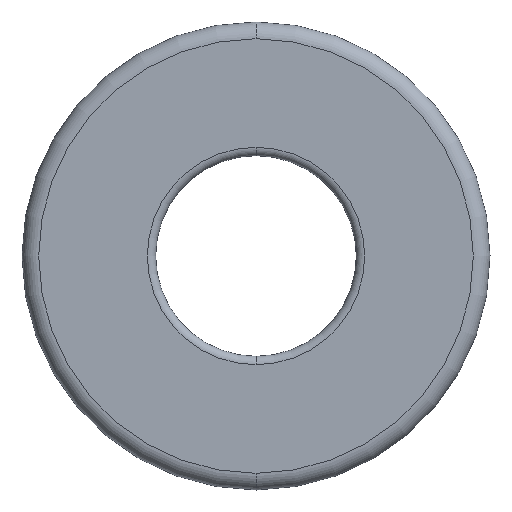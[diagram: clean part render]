
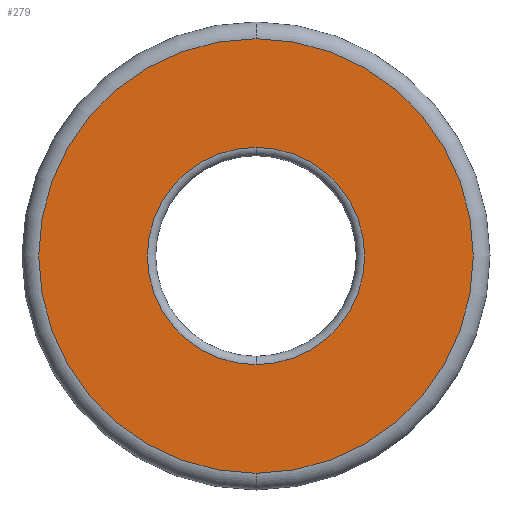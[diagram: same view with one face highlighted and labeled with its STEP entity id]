
A CAD part, front view. The second image highlights one B-rep face of the part: STEP entity #279.
In plain terms, the highlighted planar face has unit normal (0, -1, 0).
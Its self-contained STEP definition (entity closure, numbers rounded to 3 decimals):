
#15 = CARTESIAN_POINT ( 'NONE',  ( 6., 0., 0. ) ) ;
#21 = DIRECTION ( 'NONE',  ( 0., 1., 0. ) ) ;
#30 = CARTESIAN_POINT ( 'NONE',  ( 0., 0., 0. ) ) ;
#56 = CIRCLE ( 'NONE', #527, 13. ) ;
#68 = ORIENTED_EDGE ( 'NONE', *, *, #825, .T. ) ;
#81 = DIRECTION ( 'NONE',  ( 0., 0., 1. ) ) ;
#89 = DIRECTION ( 'NONE',  ( 0., 0., 1. ) ) ;
#91 = EDGE_LOOP ( 'NONE', ( #553, #892 ) ) ;
#118 = DIRECTION ( 'NONE',  ( 0., 1., 0. ) ) ;
#132 = VERTEX_POINT ( 'NONE', #300 ) ;
#191 = CARTESIAN_POINT ( 'NONE',  ( 0., 0., 6.5 ) ) ;
#264 = FACE_BOUND ( 'NONE', #690, .T. ) ;
#279 = ADVANCED_FACE ( 'NONE', ( #264, #630 ), #386, .F. ) ;
#285 = CARTESIAN_POINT ( 'NONE',  ( 0., 0., 0. ) ) ;
#293 = VERTEX_POINT ( 'NONE', #191 ) ;
#300 = CARTESIAN_POINT ( 'NONE',  ( 0., 0., -13. ) ) ;
#304 = VERTEX_POINT ( 'NONE', #563 ) ;
#351 = CIRCLE ( 'NONE', #430, 6.5 ) ;
#363 = DIRECTION ( 'NONE',  ( 0., 0., 1. ) ) ;
#377 = CIRCLE ( 'NONE', #443, 13. ) ;
#386 = PLANE ( 'NONE',  #685 ) ;
#400 = CARTESIAN_POINT ( 'NONE',  ( 0., 0., 0. ) ) ;
#430 = AXIS2_PLACEMENT_3D ( 'NONE', #542, #118, #622 ) ;
#433 = EDGE_CURVE ( 'NONE', #870, #293, #798, .T. ) ;
#443 = AXIS2_PLACEMENT_3D ( 'NONE', #285, #841, #363 ) ;
#484 = ORIENTED_EDGE ( 'NONE', *, *, #433, .T. ) ;
#486 = DIRECTION ( 'NONE',  ( 0., 0., 1. ) ) ;
#495 = DIRECTION ( 'NONE',  ( 0., -1., 0. ) ) ;
#527 = AXIS2_PLACEMENT_3D ( 'NONE', #30, #495, #89 ) ;
#542 = CARTESIAN_POINT ( 'NONE',  ( 0., 0., 0. ) ) ;
#553 = ORIENTED_EDGE ( 'NONE', *, *, #711, .T. ) ;
#563 = CARTESIAN_POINT ( 'NONE',  ( 0., 0., 13. ) ) ;
#622 = DIRECTION ( 'NONE',  ( 0., 0., 1. ) ) ;
#630 = FACE_OUTER_BOUND ( 'NONE', #91, .T. ) ;
#661 = AXIS2_PLACEMENT_3D ( 'NONE', #400, #21, #486 ) ;
#685 = AXIS2_PLACEMENT_3D ( 'NONE', #15, #770, #81 ) ;
#690 = EDGE_LOOP ( 'NONE', ( #68, #484 ) ) ;
#711 = EDGE_CURVE ( 'NONE', #304, #132, #56, .T. ) ;
#770 = DIRECTION ( 'NONE',  ( 0., 1., 0. ) ) ;
#794 = CARTESIAN_POINT ( 'NONE',  ( 0., 0., -6.5 ) ) ;
#798 = CIRCLE ( 'NONE', #661, 6.5 ) ;
#814 = EDGE_CURVE ( 'NONE', #132, #304, #377, .T. ) ;
#825 = EDGE_CURVE ( 'NONE', #293, #870, #351, .T. ) ;
#841 = DIRECTION ( 'NONE',  ( 0., -1., 0. ) ) ;
#870 = VERTEX_POINT ( 'NONE', #794 ) ;
#892 = ORIENTED_EDGE ( 'NONE', *, *, #814, .T. ) ;
